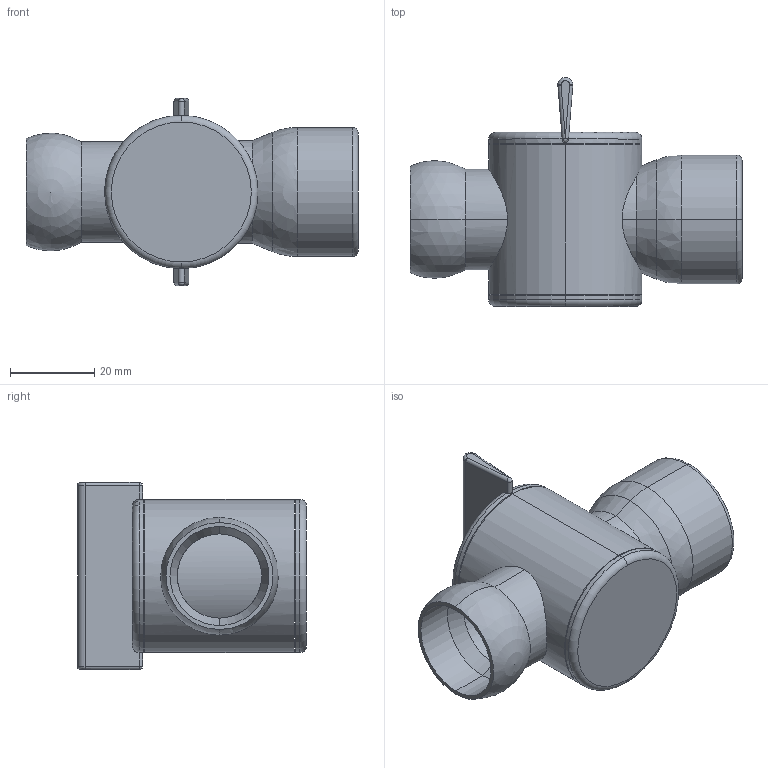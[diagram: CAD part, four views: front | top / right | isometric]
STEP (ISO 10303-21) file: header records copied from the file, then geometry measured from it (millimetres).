
FILE_DESCRIPTION (( 'STEP AP203' ), '1' );
FILE_NAME ('3-4 Female Npt Valve.STEP', '2005-02-04T21:17:58', ( 'mark lockwood' ), ( 'lockwood products inc.' ), 'SwSTEP 2.0', 'SolidWorks 2004146', '' );
FILE_SCHEMA (( 'CONFIG_CONTROL_DESIGN' ));
Length unit declared in the file: inch
Products named in the file (1): 3-4 Female Npt Valve
Bounding box: 78.99 x 54.47 x 44.55 mm (x, y, z)
Volume: 53257.1 mm3; surface area: 19824.7 mm2
Topology: 1 solids, 1 shells, 86 faces, 208 edges, 126 vertices
Faces by surface type: cylinder 38, plane 13, torus 12, cone 12, bspline 7, sphere 4
Entity records: 11192 total; most frequent: CARTESIAN_POINT 9247, ORIENTED_EDGE 394, DIRECTION 383, EDGE_CURVE 197, AXIS2_PLACEMENT_3D 165, VERTEX_POINT 121, EDGE_LOOP 94, ADVANCED_FACE 86
